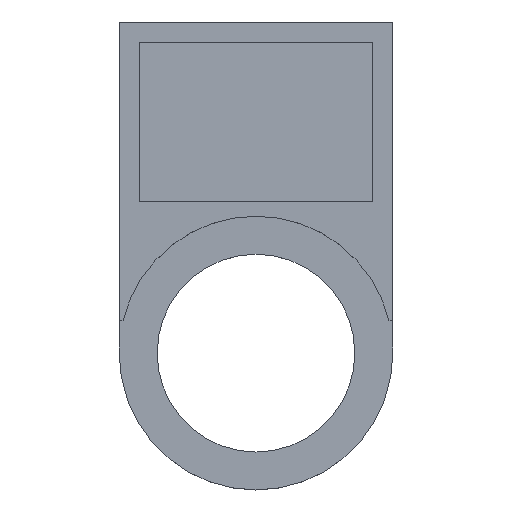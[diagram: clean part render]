
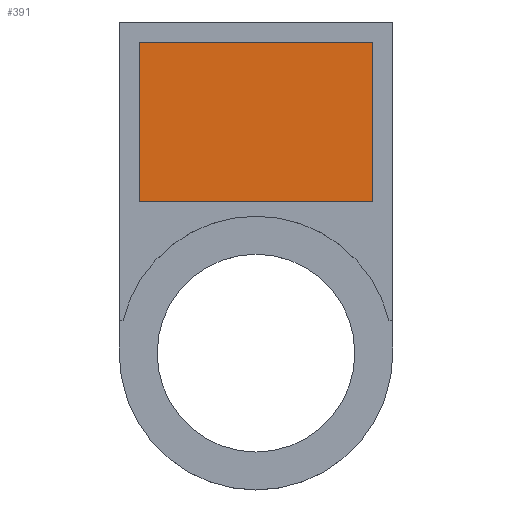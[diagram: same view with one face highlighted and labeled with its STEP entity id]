
A CAD part, top view. The second image highlights one B-rep face of the part: STEP entity #391.
In plain terms, the highlighted planar face has unit normal (0, 0, 1).
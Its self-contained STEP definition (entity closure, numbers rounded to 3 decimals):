
#2 = CARTESIAN_POINT ( 'NONE',  ( 0., 0., 3.2 ) ) ;
#16 = ORIENTED_EDGE ( 'NONE', *, *, #414, .T. ) ;
#33 = CARTESIAN_POINT ( 'NONE',  ( -13.25, 35.2, 3.2 ) ) ;
#54 = ORIENTED_EDGE ( 'NONE', *, *, #86, .T. ) ;
#65 = VECTOR ( 'NONE', #111, 1000. ) ;
#68 = EDGE_CURVE ( 'NONE', #376, #144, #214, .T. ) ;
#86 = EDGE_CURVE ( 'NONE', #371, #376, #427, .T. ) ;
#111 = DIRECTION ( 'NONE',  ( 1., 0., 0. ) ) ;
#120 = VECTOR ( 'NONE', #171, 1000. ) ;
#127 = ORIENTED_EDGE ( 'NONE', *, *, #68, .T. ) ;
#130 = LINE ( 'NONE', #256, #120 ) ;
#134 = PLANE ( 'NONE',  #480 ) ;
#144 = VERTEX_POINT ( 'NONE', #233 ) ;
#171 = DIRECTION ( 'NONE',  ( 0., 1., 0. ) ) ;
#172 = DIRECTION ( 'NONE',  ( 1., 0., 0. ) ) ;
#180 = VERTEX_POINT ( 'NONE', #403 ) ;
#196 = CARTESIAN_POINT ( 'NONE',  ( -13.25, 35.2, 3.2 ) ) ;
#198 = VECTOR ( 'NONE', #407, 1000. ) ;
#214 = LINE ( 'NONE', #33, #469 ) ;
#227 = ORIENTED_EDGE ( 'NONE', *, *, #526, .T. ) ;
#233 = CARTESIAN_POINT ( 'NONE',  ( -13.25, 17.2, 3.2 ) ) ;
#237 = FACE_OUTER_BOUND ( 'NONE', #355, .T. ) ;
#255 = CARTESIAN_POINT ( 'NONE',  ( 13.25, 35.2, 3.2 ) ) ;
#256 = CARTESIAN_POINT ( 'NONE',  ( 13.25, 35.2, 3.2 ) ) ;
#294 = CARTESIAN_POINT ( 'NONE',  ( -13.25, 35.2, 3.2 ) ) ;
#355 = EDGE_LOOP ( 'NONE', ( #16, #54, #127, #227 ) ) ;
#360 = CARTESIAN_POINT ( 'NONE',  ( -13.25, 17.2, 3.2 ) ) ;
#371 = VERTEX_POINT ( 'NONE', #255 ) ;
#376 = VERTEX_POINT ( 'NONE', #294 ) ;
#383 = LINE ( 'NONE', #360, #65 ) ;
#391 = ADVANCED_FACE ( 'NONE', ( #237 ), #134, .T. ) ;
#403 = CARTESIAN_POINT ( 'NONE',  ( 13.25, 17.2, 3.2 ) ) ;
#407 = DIRECTION ( 'NONE',  ( -1., 0., 0. ) ) ;
#414 = EDGE_CURVE ( 'NONE', #180, #371, #130, .T. ) ;
#427 = LINE ( 'NONE', #196, #198 ) ;
#428 = DIRECTION ( 'NONE',  ( 0., 0., 1. ) ) ;
#469 = VECTOR ( 'NONE', #500, 1000. ) ;
#480 = AXIS2_PLACEMENT_3D ( 'NONE', #2, #428, #172 ) ;
#500 = DIRECTION ( 'NONE',  ( 0., -1., 0. ) ) ;
#526 = EDGE_CURVE ( 'NONE', #144, #180, #383, .T. ) ;
